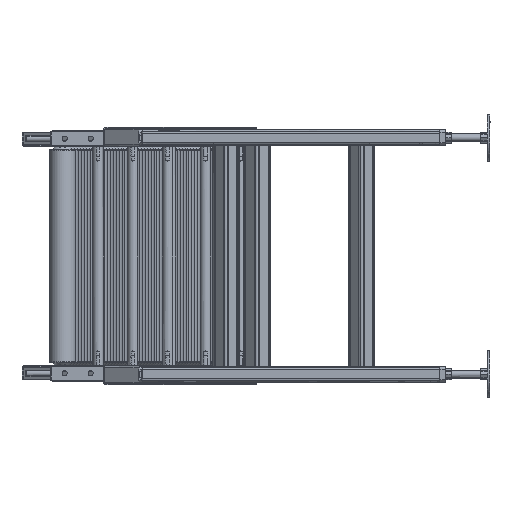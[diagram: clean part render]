
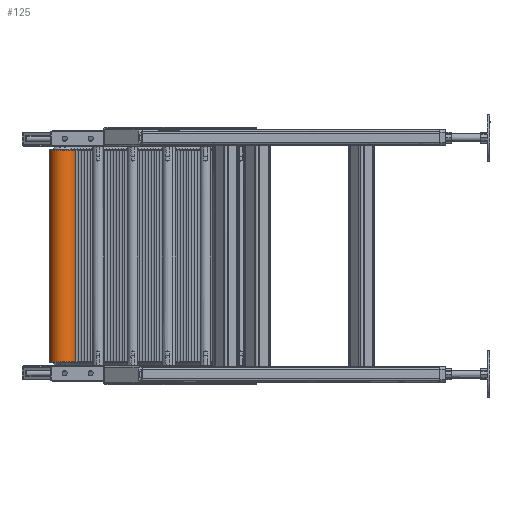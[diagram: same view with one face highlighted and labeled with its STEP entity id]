
A CAD part, left-side view. The second image highlights one B-rep face of the part: STEP entity #125.
In plain terms, the highlighted free-form (B-spline) face has degree [2, 1] with [7, 2] control points.
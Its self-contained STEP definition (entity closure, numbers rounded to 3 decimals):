
#69 = EDGE_CURVE('',#70,#70,#72,.T.);
#70 = VERTEX_POINT('',#71);
#71 = CARTESIAN_POINT('',(21.377,0.,-173.157));
#72 = ( BOUNDED_CURVE() B_SPLINE_CURVE(2,(#73,#74,#75,#76,#77,#78,#79),
.UNSPECIFIED.,.T.,.F.) B_SPLINE_CURVE_WITH_KNOTS((1,2,2,2,2,1),(
    -2.094,0.,2.094,4.189,6.283,
8.378),.UNSPECIFIED.) CURVE() GEOMETRIC_REPRESENTATION_ITEM() 
RATIONAL_B_SPLINE_CURVE((1.,0.5,1.,0.5,1.,0.5,1.)) REPRESENTATION_ITEM(
  '') );
#73 = CARTESIAN_POINT('',(21.377,0.,-173.157));
#74 = CARTESIAN_POINT('',(21.377,37.027,
    -173.157));
#75 = CARTESIAN_POINT('',(-10.689,18.513,
    -173.157));
#76 = CARTESIAN_POINT('',(-42.755,0.,
    -173.157));
#77 = CARTESIAN_POINT('',(-10.689,-18.513,
    -173.157));
#78 = CARTESIAN_POINT('',(21.377,-37.027,
    -173.157));
#79 = CARTESIAN_POINT('',(21.377,0.,-173.157));
#125 = ADVANCED_FACE('',(#126),#147,.T.);
#126 = FACE_BOUND('',#127,.T.);
#127 = EDGE_LOOP('',(#128,#140,#145,#146));
#128 = ORIENTED_EDGE('',*,*,#129,.F.);
#129 = EDGE_CURVE('',#130,#130,#132,.T.);
#130 = VERTEX_POINT('',#131);
#131 = CARTESIAN_POINT('',(21.377,0.,
    173.157));
#132 = ( BOUNDED_CURVE() B_SPLINE_CURVE(2,(#133,#134,#135,#136,#137,#138
,#139),.UNSPECIFIED.,.T.,.F.) B_SPLINE_CURVE_WITH_KNOTS((1,2,2,2,2,1),(
    -2.094,0.,2.094,4.189,6.283,
8.378),.UNSPECIFIED.) CURVE() GEOMETRIC_REPRESENTATION_ITEM() 
RATIONAL_B_SPLINE_CURVE((1.,0.5,1.,0.5,1.,0.5,1.)) REPRESENTATION_ITEM(
  '') );
#133 = CARTESIAN_POINT('',(21.377,0.,173.157));
#134 = CARTESIAN_POINT('',(21.377,37.027,
    173.157));
#135 = CARTESIAN_POINT('',(-10.689,18.513,
    173.157));
#136 = CARTESIAN_POINT('',(-42.755,0.,
    173.157));
#137 = CARTESIAN_POINT('',(-10.689,-18.513,
    173.157));
#138 = CARTESIAN_POINT('',(21.377,-37.027,
    173.157));
#139 = CARTESIAN_POINT('',(21.377,0.,173.157));
#140 = ORIENTED_EDGE('',*,*,#141,.F.);
#141 = EDGE_CURVE('',#70,#130,#142,.T.);
#142 = B_SPLINE_CURVE_WITH_KNOTS('',1,(#143,#144),.UNSPECIFIED.,.F.,.F.,
  (2,2),(7.,412.),.PIECEWISE_BEZIER_KNOTS.);
#143 = CARTESIAN_POINT('',(21.377,0.,
    -173.157));
#144 = CARTESIAN_POINT('',(21.377,0.,
    173.157));
#145 = ORIENTED_EDGE('',*,*,#69,.T.);
#146 = ORIENTED_EDGE('',*,*,#141,.T.);
#147 = ( BOUNDED_SURFACE() B_SPLINE_SURFACE(2,1,(
    (#148,#149)
    ,(#150,#151)
    ,(#152,#153)
    ,(#154,#155)
    ,(#156,#157)
    ,(#158,#159)
,(#160,#161
    )),.UNSPECIFIED.,.T.,.F.,.F.) B_SPLINE_SURFACE_WITH_KNOTS((1,2,2,2,2
    ,1),(2,2),(-2.094,0.,2.094,4.189,
    6.283,8.378),(7.,412.),.UNSPECIFIED.) 
GEOMETRIC_REPRESENTATION_ITEM() RATIONAL_B_SPLINE_SURFACE((
    (1.,1.)
    ,(0.5,0.5)
    ,(1.,1.)
    ,(0.5,0.5)
    ,(1.,1.)
    ,(0.5,0.5)
,(1.,1.))) REPRESENTATION_ITEM('') SURFACE() );
#148 = CARTESIAN_POINT('',(21.377,0.,-173.157));
#149 = CARTESIAN_POINT('',(21.377,0.,173.157));
#150 = CARTESIAN_POINT('',(21.377,37.027,
    -173.157));
#151 = CARTESIAN_POINT('',(21.377,37.027,
    173.157));
#152 = CARTESIAN_POINT('',(-10.689,18.513,
    -173.157));
#153 = CARTESIAN_POINT('',(-10.689,18.513,
    173.157));
#154 = CARTESIAN_POINT('',(-42.755,0.,
    -173.157));
#155 = CARTESIAN_POINT('',(-42.755,0.,
    173.157));
#156 = CARTESIAN_POINT('',(-10.689,-18.513,
    -173.157));
#157 = CARTESIAN_POINT('',(-10.689,-18.513,
    173.157));
#158 = CARTESIAN_POINT('',(21.377,-37.027,
    -173.157));
#159 = CARTESIAN_POINT('',(21.377,-37.027,
    173.157));
#160 = CARTESIAN_POINT('',(21.377,0.,-173.157));
#161 = CARTESIAN_POINT('',(21.377,0.,173.157));
